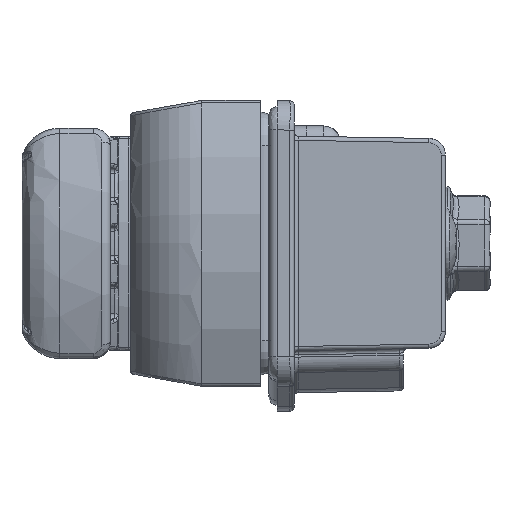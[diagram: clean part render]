
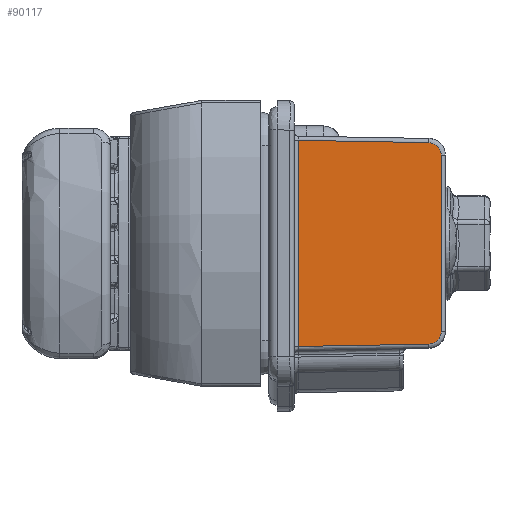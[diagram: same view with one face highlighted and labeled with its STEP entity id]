
A CAD part, left-side view. The second image highlights one B-rep face of the part: STEP entity #90117.
In plain terms, the highlighted face is planar.
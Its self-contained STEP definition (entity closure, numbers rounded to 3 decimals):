
#9797 = EDGE_LOOP ( 'NONE', ( #23065, #23067, #23069, #23071, #23073, #23075 ) ) ;
#12510 =( BOUNDED_CURVE ( )  B_SPLINE_CURVE ( 3, ( #72775, #72781, #72782, #72783 ),
 .UNSPECIFIED., .F., .T. ) 
 B_SPLINE_CURVE_WITH_KNOTS ( ( 4, 4 ),
 ( 3.142, 4.695 ),
 .UNSPECIFIED. ) 
 CURVE ( )  GEOMETRIC_REPRESENTATION_ITEM ( )  RATIONAL_B_SPLINE_CURVE ( ( 1., 0.809, 0.809, 1. ) ) 
 REPRESENTATION_ITEM ( '' )  );
#12512 =( BOUNDED_CURVE ( )  B_SPLINE_CURVE ( 3, ( #72778, #72789, #72790, #72791 ),
 .UNSPECIFIED., .F., .T. ) 
 B_SPLINE_CURVE_WITH_KNOTS ( ( 4, 4 ),
 ( 1.588, 3.142 ),
 .UNSPECIFIED. ) 
 CURVE ( )  GEOMETRIC_REPRESENTATION_ITEM ( )  RATIONAL_B_SPLINE_CURVE ( ( 1., 0.809, 0.809, 1. ) ) 
 REPRESENTATION_ITEM ( '' )  );
#16282 = EDGE_CURVE ( 'NONE', #25438, #25443, #68335, .T. ) ;
#16284 = EDGE_CURVE ( 'NONE', #25440, #25441, #68331, .T. ) ;
#16287 = EDGE_CURVE ( 'NONE', #25441, #25433, #12510, .T. ) ;
#16289 = EDGE_CURVE ( 'NONE', #25436, #25438, #68329, .T. ) ;
#16292 = EDGE_CURVE ( 'NONE', #25433, #25436, #68339, .T. ) ;
#16294 = EDGE_CURVE ( 'NONE', #25443, #25440, #12512, .T. ) ;
#23065 = ORIENTED_EDGE ( 'NONE', *, *, #16292, .T. ) ;
#23067 = ORIENTED_EDGE ( 'NONE', *, *, #16289, .T. ) ;
#23069 = ORIENTED_EDGE ( 'NONE', *, *, #16282, .T. ) ;
#23071 = ORIENTED_EDGE ( 'NONE', *, *, #16294, .T. ) ;
#23073 = ORIENTED_EDGE ( 'NONE', *, *, #16284, .T. ) ;
#23075 = ORIENTED_EDGE ( 'NONE', *, *, #16287, .T. ) ;
#25433 = VERTEX_POINT ( 'NONE', #92606 ) ;
#25436 = VERTEX_POINT ( 'NONE', #92607 ) ;
#25438 = VERTEX_POINT ( 'NONE', #92608 ) ;
#25440 = VERTEX_POINT ( 'NONE', #92609 ) ;
#25441 = VERTEX_POINT ( 'NONE', #92610 ) ;
#25443 = VERTEX_POINT ( 'NONE', #92611 ) ;
#27376 = AXIS2_PLACEMENT_3D ( 'NONE', #47612, #47630, #47631 ) ;
#47609 = PLANE ( 'NONE',  #27376 ) ;
#47612 = CARTESIAN_POINT ( 'NONE',  ( -27.5, 2., -15. ) ) ;
#47630 = DIRECTION ( 'NONE',  ( -1., 0.017, 0. ) ) ;
#47631 = DIRECTION ( 'NONE',  ( -0.017, -1., 0. ) ) ;
#68329 = LINE ( 'NONE', #72784, #68338 ) ;
#68331 = LINE ( 'NONE', #72767, #68337 ) ;
#68335 = LINE ( 'NONE', #72776, #68336 ) ;
#68336 = VECTOR ( 'NONE', #72777, 1000. ) ;
#68337 = VECTOR ( 'NONE', #72779, 1000. ) ;
#68338 = VECTOR ( 'NONE', #72785, 1000. ) ;
#68339 = LINE ( 'NONE', #72786, #68340 ) ;
#68340 = VECTOR ( 'NONE', #72787, 1000. ) ;
#72767 = CARTESIAN_POINT ( 'NONE',  ( -27.194, 19.509, -15. ) ) ;
#72775 = CARTESIAN_POINT ( 'NONE',  ( -27.194, 19.509, -10.486 ) ) ;
#72776 = CARTESIAN_POINT ( 'NONE',  ( -27.22, 18.026, 11.985 ) ) ;
#72777 = DIRECTION ( 'NONE',  ( 0.017, 1., -0.017 ) ) ;
#72778 = CARTESIAN_POINT ( 'NONE',  ( -27.22, 18.035, 11.985 ) ) ;
#72779 = DIRECTION ( 'NONE',  ( 0., 0., -1. ) ) ;
#72781 = CARTESIAN_POINT ( 'NONE',  ( -27.194, 19.509, -11.352 ) ) ;
#72782 = CARTESIAN_POINT ( 'NONE',  ( -27.205, 18.901, -11.97 ) ) ;
#72783 = CARTESIAN_POINT ( 'NONE',  ( -27.22, 18.035, -11.985 ) ) ;
#72784 = CARTESIAN_POINT ( 'NONE',  ( -27.491, 2.491, -15. ) ) ;
#72785 = DIRECTION ( 'NONE',  ( 0., 0., 1. ) ) ;
#72786 = CARTESIAN_POINT ( 'NONE',  ( -27.5, 1.991, -12.265 ) ) ;
#72787 = DIRECTION ( 'NONE',  ( -0.017, -1., -0.017 ) ) ;
#72789 = CARTESIAN_POINT ( 'NONE',  ( -27.205, 18.901, 11.97 ) ) ;
#72790 = CARTESIAN_POINT ( 'NONE',  ( -27.194, 19.509, 11.352 ) ) ;
#72791 = CARTESIAN_POINT ( 'NONE',  ( -27.194, 19.509, 10.486 ) ) ;
#90117 = ADVANCED_FACE ( 'NONE', ( #95615 ), #47609, .T. ) ;
#92606 = CARTESIAN_POINT ( 'NONE',  ( -27.22, 18.035, -11.985 ) ) ;
#92607 = CARTESIAN_POINT ( 'NONE',  ( -27.491, 2.491, -12.257 ) ) ;
#92608 = CARTESIAN_POINT ( 'NONE',  ( -27.491, 2.491, 12.257 ) ) ;
#92609 = CARTESIAN_POINT ( 'NONE',  ( -27.194, 19.509, 10.486 ) ) ;
#92610 = CARTESIAN_POINT ( 'NONE',  ( -27.194, 19.509, -10.486 ) ) ;
#92611 = CARTESIAN_POINT ( 'NONE',  ( -27.22, 18.035, 11.985 ) ) ;
#95615 = FACE_OUTER_BOUND ( 'NONE', #9797, .T. ) ;
